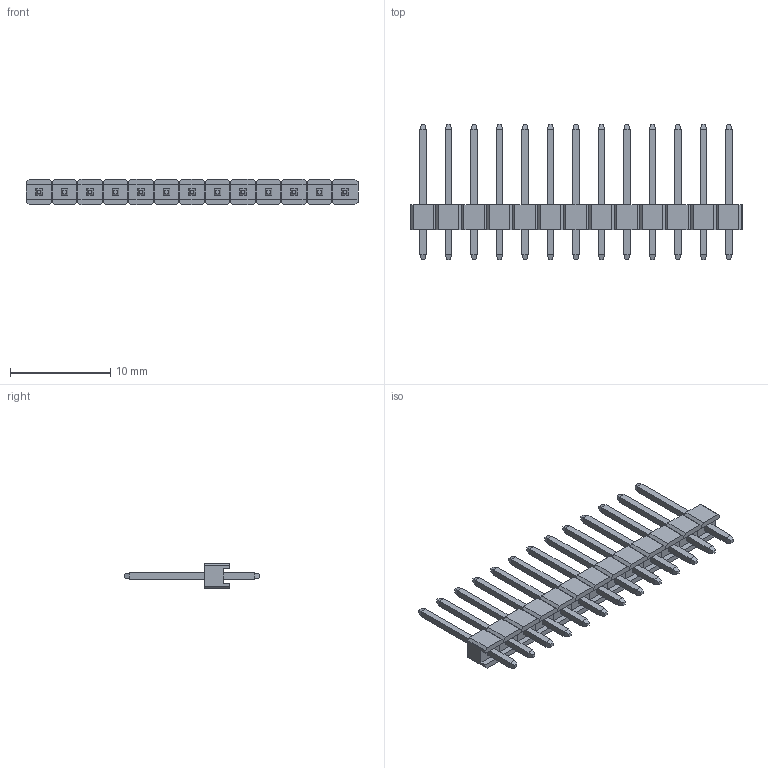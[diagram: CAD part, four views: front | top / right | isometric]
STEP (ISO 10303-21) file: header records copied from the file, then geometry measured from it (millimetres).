
FILE_DESCRIPTION (( 'STEP AP203' ), '1' );
FILE_NAME ('PLS-13_8mm.STEP', '2022-07-07T18:05:38', ( '' ), ( '' ), 'SwSTEP 2.0', 'SolidWorks 2020', '' );
FILE_SCHEMA (( 'CONFIG_CONTROL_DESIGN' ));
Length unit declared in the file: millimetre
Products named in the file (1): PLS-13_8mm
Bounding box: 33.08 x 13.5 x 2.5 mm (x, y, z)
Volume: 236.8 mm3; surface area: 867.4 mm2
Topology: 13 solids, 13 shells, 468 faces, 1144 edges, 728 vertices
Faces by surface type: plane 468
Entity records: 13369 total; most frequent: CARTESIAN_POINT 2341, ORIENTED_EDGE 2288, DIRECTION 2082, LINE 1144, EDGE_CURVE 1144, VECTOR 1144, VERTEX_POINT 728, EDGE_LOOP 494
